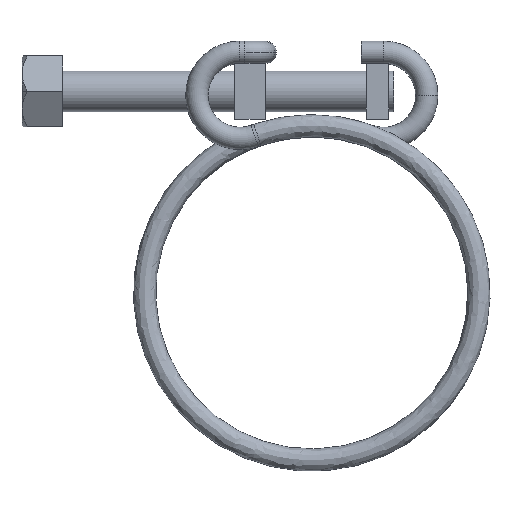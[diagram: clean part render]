
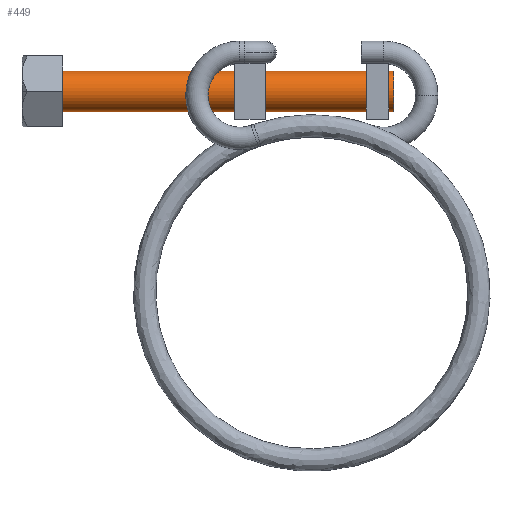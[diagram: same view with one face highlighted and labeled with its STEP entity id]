
A CAD part, top view. The second image highlights one B-rep face of the part: STEP entity #449.
In plain terms, the highlighted cylindrical face has radius 2 mm (diameter 4 mm), a partial arc.
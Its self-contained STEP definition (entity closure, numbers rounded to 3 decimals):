
#47 = CARTESIAN_POINT ( 'NONE',  ( 8.097, 21.9, 0. ) ) ;
#235 = EDGE_CURVE ( 'NONE', #4829, #3985, #2668, .T. ) ;
#309 = VECTOR ( 'NONE', #5417, 1000. ) ;
#449 = ADVANCED_FACE ( 'NONE', ( #7552 ), #2336, .T. ) ;
#483 = CIRCLE ( 'NONE', #4014, 2. ) ;
#846 = CARTESIAN_POINT ( 'NONE',  ( -24.603, 17.9, 0. ) ) ;
#895 = AXIS2_PLACEMENT_3D ( 'NONE', #6898, #2880, #4217 ) ;
#939 = EDGE_CURVE ( 'NONE', #2937, #1213, #6095, .T. ) ;
#1033 = VECTOR ( 'NONE', #6722, 1000. ) ;
#1111 = AXIS2_PLACEMENT_3D ( 'NONE', #3873, #8685, #1229 ) ;
#1164 = ORIENTED_EDGE ( 'NONE', *, *, #235, .T. ) ;
#1213 = VERTEX_POINT ( 'NONE', #846 ) ;
#1229 = DIRECTION ( 'NONE',  ( 0., 1., 0. ) ) ;
#2336 = CYLINDRICAL_SURFACE ( 'NONE', #895, 2. ) ;
#2439 = DIRECTION ( 'NONE',  ( 0., 1., 0. ) ) ;
#2662 = CARTESIAN_POINT ( 'NONE',  ( 8.097, 17.9, 0. ) ) ;
#2668 = LINE ( 'NONE', #47, #1033 ) ;
#2669 = EDGE_CURVE ( 'NONE', #4829, #2937, #483, .T. ) ;
#2880 = DIRECTION ( 'NONE',  ( -1., 0., 0. ) ) ;
#2937 = VERTEX_POINT ( 'NONE', #4165 ) ;
#3281 = CARTESIAN_POINT ( 'NONE',  ( 8.097, 19.9, 0. ) ) ;
#3691 = EDGE_LOOP ( 'NONE', ( #4513, #1164, #7806, #8669 ) ) ;
#3873 = CARTESIAN_POINT ( 'NONE',  ( -24.603, 19.9, 0. ) ) ;
#3920 = EDGE_CURVE ( 'NONE', #3985, #1213, #5110, .T. ) ;
#3985 = VERTEX_POINT ( 'NONE', #5524 ) ;
#4014 = AXIS2_PLACEMENT_3D ( 'NONE', #3281, #6075, #2439 ) ;
#4165 = CARTESIAN_POINT ( 'NONE',  ( 8.097, 17.9, 0. ) ) ;
#4217 = DIRECTION ( 'NONE',  ( 0., -1., 0. ) ) ;
#4513 = ORIENTED_EDGE ( 'NONE', *, *, #2669, .F. ) ;
#4829 = VERTEX_POINT ( 'NONE', #5814 ) ;
#5110 = CIRCLE ( 'NONE', #1111, 2. ) ;
#5417 = DIRECTION ( 'NONE',  ( -1., 0., 0. ) ) ;
#5524 = CARTESIAN_POINT ( 'NONE',  ( -24.603, 21.9, 0. ) ) ;
#5814 = CARTESIAN_POINT ( 'NONE',  ( 8.097, 21.9, 0. ) ) ;
#6075 = DIRECTION ( 'NONE',  ( 1., 0., 0. ) ) ;
#6095 = LINE ( 'NONE', #2662, #309 ) ;
#6722 = DIRECTION ( 'NONE',  ( -1., 0., 0. ) ) ;
#6898 = CARTESIAN_POINT ( 'NONE',  ( 8.097, 19.9, 0. ) ) ;
#7552 = FACE_OUTER_BOUND ( 'NONE', #3691, .T. ) ;
#7806 = ORIENTED_EDGE ( 'NONE', *, *, #3920, .T. ) ;
#8669 = ORIENTED_EDGE ( 'NONE', *, *, #939, .F. ) ;
#8685 = DIRECTION ( 'NONE',  ( 1., 0., 0. ) ) ;
